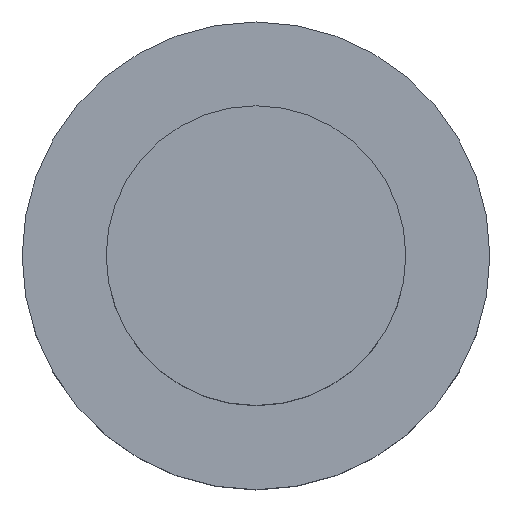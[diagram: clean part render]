
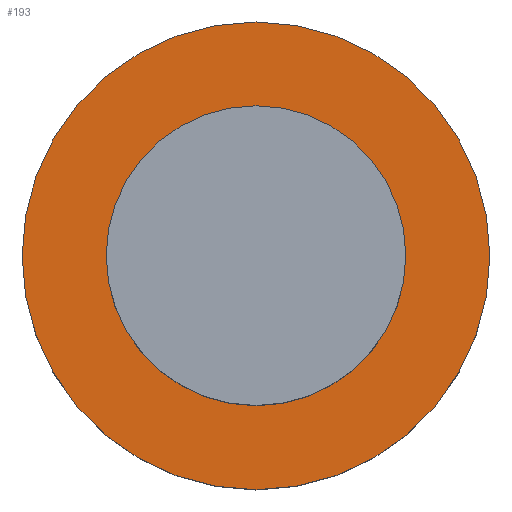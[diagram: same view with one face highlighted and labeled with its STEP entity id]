
A CAD part, top view. The second image highlights one B-rep face of the part: STEP entity #193.
In plain terms, the highlighted planar face has unit normal (0, 0, 1).
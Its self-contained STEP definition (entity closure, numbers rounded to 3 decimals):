
#6 = CARTESIAN_POINT ( 'NONE',  ( 0., 0., 316. ) ) ;
#30 = CARTESIAN_POINT ( 'NONE',  ( -16., 0., 316. ) ) ;
#33 = AXIS2_PLACEMENT_3D ( 'NONE', #161, #383, #92 ) ;
#34 = AXIS2_PLACEMENT_3D ( 'NONE', #6, #67, #361 ) ;
#51 = CIRCLE ( 'NONE', #33, 16. ) ;
#63 = AXIS2_PLACEMENT_3D ( 'NONE', #354, #288, #406 ) ;
#66 = ORIENTED_EDGE ( 'NONE', *, *, #226, .T. ) ;
#67 = DIRECTION ( 'NONE',  ( 0., 0., 1. ) ) ;
#80 = VERTEX_POINT ( 'NONE', #30 ) ;
#87 = EDGE_CURVE ( 'NONE', #80, #208, #51, .T. ) ;
#92 = DIRECTION ( 'NONE',  ( 1., 0., 0. ) ) ;
#105 = EDGE_CURVE ( 'NONE', #122, #236, #274, .T. ) ;
#117 = AXIS2_PLACEMENT_3D ( 'NONE', #218, #323, #225 ) ;
#118 = EDGE_CURVE ( 'NONE', #236, #122, #394, .T. ) ;
#122 = VERTEX_POINT ( 'NONE', #155 ) ;
#141 = EDGE_LOOP ( 'NONE', ( #66, #167 ) ) ;
#155 = CARTESIAN_POINT ( 'NONE',  ( 10.25, 0., 316. ) ) ;
#161 = CARTESIAN_POINT ( 'NONE',  ( 0., 0., 316. ) ) ;
#163 = FACE_BOUND ( 'NONE', #309, .T. ) ;
#167 = ORIENTED_EDGE ( 'NONE', *, *, #87, .T. ) ;
#170 = CIRCLE ( 'NONE', #34, 16. ) ;
#193 = ADVANCED_FACE ( 'NONE', ( #163, #388 ), #267, .F. ) ;
#194 = CARTESIAN_POINT ( 'NONE',  ( -10.25, 0., 316. ) ) ;
#208 = VERTEX_POINT ( 'NONE', #300 ) ;
#218 = CARTESIAN_POINT ( 'NONE',  ( 0., 0., 316. ) ) ;
#225 = DIRECTION ( 'NONE',  ( 1., 0., 0. ) ) ;
#226 = EDGE_CURVE ( 'NONE', #208, #80, #170, .T. ) ;
#228 = DIRECTION ( 'NONE',  ( 0., 0., -1. ) ) ;
#236 = VERTEX_POINT ( 'NONE', #194 ) ;
#263 = CARTESIAN_POINT ( 'NONE',  ( -16., 0., 316. ) ) ;
#267 = PLANE ( 'NONE',  #333 ) ;
#271 = ORIENTED_EDGE ( 'NONE', *, *, #105, .F. ) ;
#274 = CIRCLE ( 'NONE', #63, 10.25 ) ;
#288 = DIRECTION ( 'NONE',  ( 0., 0., 1. ) ) ;
#300 = CARTESIAN_POINT ( 'NONE',  ( 16., 0., 316. ) ) ;
#309 = EDGE_LOOP ( 'NONE', ( #271, #311 ) ) ;
#311 = ORIENTED_EDGE ( 'NONE', *, *, #118, .F. ) ;
#323 = DIRECTION ( 'NONE',  ( 0., 0., 1. ) ) ;
#329 = DIRECTION ( 'NONE',  ( -1., 0., 0. ) ) ;
#333 = AXIS2_PLACEMENT_3D ( 'NONE', #263, #228, #329 ) ;
#354 = CARTESIAN_POINT ( 'NONE',  ( 0., 0., 316. ) ) ;
#361 = DIRECTION ( 'NONE',  ( 1., 0., 0. ) ) ;
#383 = DIRECTION ( 'NONE',  ( 0., 0., 1. ) ) ;
#388 = FACE_OUTER_BOUND ( 'NONE', #141, .T. ) ;
#394 = CIRCLE ( 'NONE', #117, 10.25 ) ;
#406 = DIRECTION ( 'NONE',  ( 1., 0., 0. ) ) ;
